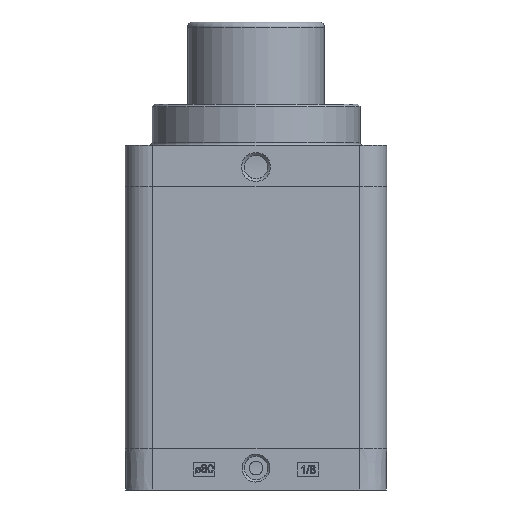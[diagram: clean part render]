
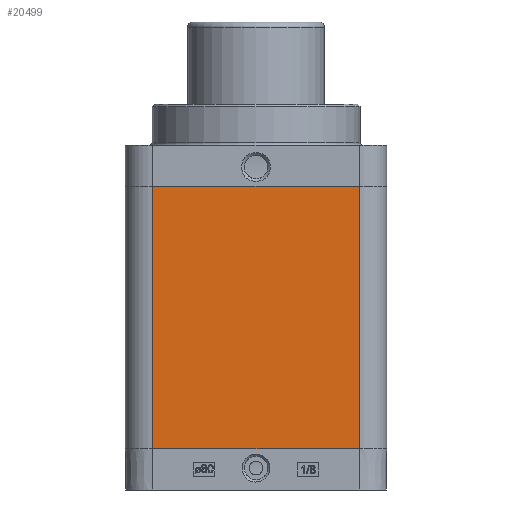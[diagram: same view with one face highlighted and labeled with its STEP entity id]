
A CAD part, left-side view. The second image highlights one B-rep face of the part: STEP entity #20499.
In plain terms, the highlighted planar face has unit normal (-1, 0, 0).
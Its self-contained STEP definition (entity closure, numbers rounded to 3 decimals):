
#94 = VERTEX_POINT ( 'NONE', #894 ) ;
#115 = VERTEX_POINT ( 'NONE', #915 ) ;
#558 = VERTEX_POINT ( 'NONE', #1358 ) ;
#560 = VERTEX_POINT ( 'NONE', #1360 ) ;
#894 = CARTESIAN_POINT ( 'NONE',  ( -47.75, 37.75, 2. ) ) ;
#915 = CARTESIAN_POINT ( 'NONE',  ( -47.75, -37.75, 2. ) ) ;
#1358 = CARTESIAN_POINT ( 'NONE',  ( -47.75, -37.75, -94. ) ) ;
#1360 = CARTESIAN_POINT ( 'NONE',  ( -47.75, 37.75, -94. ) ) ;
#2118 = EDGE_LOOP ( 'NONE', ( #3372, #3373, #3374, #3375 ) ) ;
#3372 = ORIENTED_EDGE ( 'NONE', *, *, #19839, .T. ) ;
#3373 = ORIENTED_EDGE ( 'NONE', *, *, #19837, .T. ) ;
#3374 = ORIENTED_EDGE ( 'NONE', *, *, #6661, .F. ) ;
#3375 = ORIENTED_EDGE ( 'NONE', *, *, #19827, .F. ) ;
#6661 = EDGE_CURVE ( 'NONE', #94, #115, #11380, .T. ) ;
#9108 = AXIS2_PLACEMENT_3D ( 'NONE', #18005, #18008, #18009 ) ;
#11380 = LINE ( 'NONE', #12403, #11409 ) ;
#11409 = VECTOR ( 'NONE', #12404, 1000. ) ;
#11863 = VECTOR ( 'NONE', #13632, 1000. ) ;
#11883 = LINE ( 'NONE', #13631, #11863 ) ;
#11896 = VECTOR ( 'NONE', #13720, 1000. ) ;
#11902 = LINE ( 'NONE', #13719, #11896 ) ;
#11903 = LINE ( 'NONE', #13721, #11908 ) ;
#11908 = VECTOR ( 'NONE', #13723, 1000. ) ;
#12403 = CARTESIAN_POINT ( 'NONE',  ( -47.75, 37.75, 2. ) ) ;
#12404 = DIRECTION ( 'NONE',  ( 0., -1., 0. ) ) ;
#13631 = CARTESIAN_POINT ( 'NONE',  ( -47.75, 37.75, -70. ) ) ;
#13632 = DIRECTION ( 'NONE',  ( 0., 0., 1. ) ) ;
#13719 = CARTESIAN_POINT ( 'NONE',  ( -47.75, -37.75, -70. ) ) ;
#13720 = DIRECTION ( 'NONE',  ( 0., 0., 1. ) ) ;
#13721 = CARTESIAN_POINT ( 'NONE',  ( -47.75, 37.75, -94. ) ) ;
#13723 = DIRECTION ( 'NONE',  ( 0., -1., 0. ) ) ;
#17244 = FACE_OUTER_BOUND ( 'NONE', #2118, .T. ) ;
#18005 = CARTESIAN_POINT ( 'NONE',  ( -47.75, 37.75, -70. ) ) ;
#18006 = PLANE ( 'NONE',  #9108 ) ;
#18008 = DIRECTION ( 'NONE',  ( -1., 0., 0. ) ) ;
#18009 = DIRECTION ( 'NONE',  ( 0., 0.707, 0.707 ) ) ;
#19827 = EDGE_CURVE ( 'NONE', #560, #94, #11883, .T. ) ;
#19837 = EDGE_CURVE ( 'NONE', #558, #115, #11902, .T. ) ;
#19839 = EDGE_CURVE ( 'NONE', #560, #558, #11903, .T. ) ;
#20499 = ADVANCED_FACE ( 'NONE', ( #17244 ), #18006, .T. ) ;
